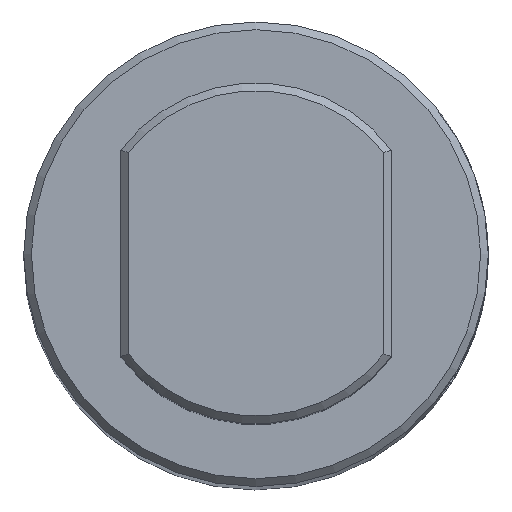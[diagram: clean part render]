
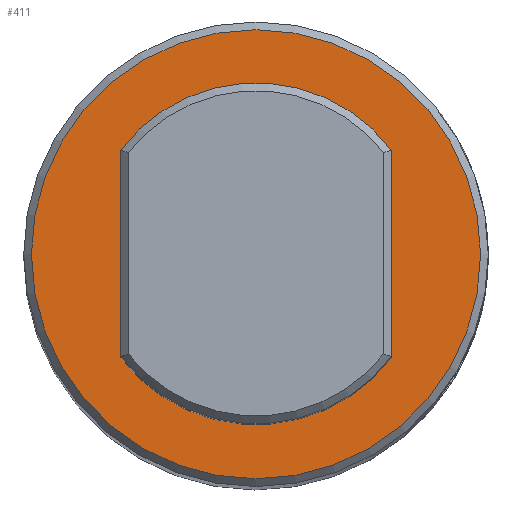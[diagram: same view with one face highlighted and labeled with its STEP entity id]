
A CAD part, top view. The second image highlights one B-rep face of the part: STEP entity #411.
In plain terms, the highlighted planar face has unit normal (0, 0, 1).
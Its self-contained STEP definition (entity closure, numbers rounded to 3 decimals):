
#54=FACE_BOUND($,#136,.T.);
#55=FACE_BOUND($,#137,.T.);
#63=PLANE($,#462);
#136=EDGE_LOOP($,(#366,#367,#368,#369));
#137=EDGE_LOOP($,(#370));
#149=LINE($,#685,#167);
#153=LINE($,#694,#171);
#167=VECTOR($,#533,13.332);
#171=VECTOR($,#539,13.332);
#192=CIRCLE($,#454,11.);
#195=CIRCLE($,#461,14.5);
#196=CIRCLE($,#463,11.);
#218=VERTEX_POINT($,#682);
#219=VERTEX_POINT($,#684);
#222=VERTEX_POINT($,#691);
#223=VERTEX_POINT($,#693);
#230=VERTEX_POINT($,#776);
#258=EDGE_CURVE($,#218,#219,#149,.T.);
#262=EDGE_CURVE($,#222,#223,#153,.T.);
#274=EDGE_CURVE($,#222,#219,#192,.T.);
#277=EDGE_CURVE($,#230,#230,#195,.T.);
#278=EDGE_CURVE($,#218,#223,#196,.T.);
#366=ORIENTED_EDGE($,*,*,#274,.T.);
#367=ORIENTED_EDGE($,*,*,#258,.F.);
#368=ORIENTED_EDGE($,*,*,#278,.T.);
#369=ORIENTED_EDGE($,*,*,#262,.F.);
#370=ORIENTED_EDGE($,*,*,#277,.F.);
#411=ADVANCED_FACE($,(#54,#55),#63,.F.);
#454=AXIS2_PLACEMENT_3D($,#767,#561,#562);
#461=AXIS2_PLACEMENT_3D($,#777,#575,#576);
#462=AXIS2_PLACEMENT_3D($,#778,#577,#578);
#463=AXIS2_PLACEMENT_3D($,#779,#579,#580);
#533=DIRECTION($,(0.,-1.,0.));
#539=DIRECTION($,(0.,1.,0.));
#561=DIRECTION('center_axis',(0.,0.,-1.));
#562=DIRECTION('ref_axis',(-1.,0.,0.));
#575=DIRECTION('center_axis',(0.,0.,-1.));
#576=DIRECTION('ref_axis',(-1.,0.,0.));
#577=DIRECTION('center_axis',(0.,0.,-1.));
#578=DIRECTION('ref_axis',(-1.,0.,0.));
#579=DIRECTION('center_axis',(0.,0.,-1.));
#580=DIRECTION('ref_axis',(-1.,0.,0.));
#682=CARTESIAN_POINT('',(-22.522,9.38,45.5));
#684=CARTESIAN_POINT('',(-22.522,-3.952,45.5));
#685=CARTESIAN_POINT($,(-22.522,-3.952,45.5));
#691=CARTESIAN_POINT('',(-5.022,-3.952,45.5));
#693=CARTESIAN_POINT('',(-5.022,9.38,45.5));
#694=CARTESIAN_POINT($,(-5.022,9.38,45.5));
#767=CARTESIAN_POINT('Origin',(-13.772,2.714,45.5));
#776=CARTESIAN_POINT('',(0.728,2.714,45.5));
#777=CARTESIAN_POINT('Origin',(-13.772,2.714,45.5));
#778=CARTESIAN_POINT('Origin',(-13.772,2.714,45.5));
#779=CARTESIAN_POINT('Origin',(-13.772,2.714,45.5));
